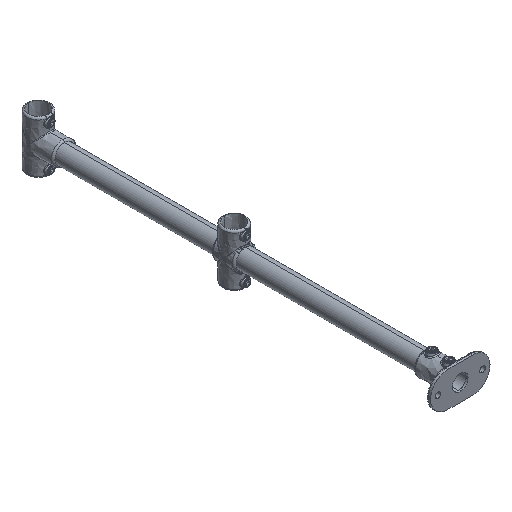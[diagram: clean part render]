
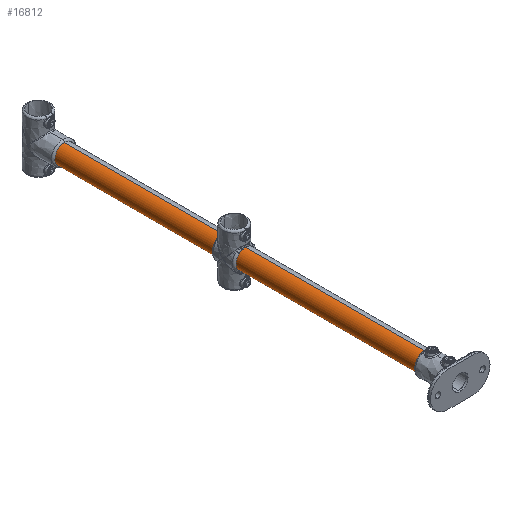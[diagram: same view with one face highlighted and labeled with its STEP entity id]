
A CAD part, isometric view. The second image highlights one B-rep face of the part: STEP entity #16812.
In plain terms, the highlighted cylindrical face has radius 24.15 mm (diameter 48.3 mm), a partial arc.
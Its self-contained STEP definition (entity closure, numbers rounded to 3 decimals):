
#2728 = CYLINDRICAL_SURFACE ( 'NONE', #18181, 24.15 ) ;
#3393 = CIRCLE ( 'NONE', #22653, 24.15 ) ;
#3488 = VERTEX_POINT ( 'NONE', #9195 ) ;
#8270 = DIRECTION ( 'NONE',  ( 0., 0., 1. ) ) ;
#8988 = VERTEX_POINT ( 'NONE', #10189 ) ;
#9195 = CARTESIAN_POINT ( 'NONE',  ( 0., 5., -24.15 ) ) ;
#9247 = DIRECTION ( 'NONE',  ( 0., 0., 1. ) ) ;
#9833 = CIRCLE ( 'NONE', #26100, 24.15 ) ;
#10006 = CARTESIAN_POINT ( 'NONE',  ( 0., 1042., 0. ) ) ;
#10189 = CARTESIAN_POINT ( 'NONE',  ( 0., 1042., 24.15 ) ) ;
#10204 = ORIENTED_EDGE ( 'NONE', *, *, #22304, .F. ) ;
#10318 = EDGE_CURVE ( 'NONE', #16595, #3488, #12143, .T. ) ;
#10449 = DIRECTION ( 'NONE',  ( 0., 1., 0. ) ) ;
#10462 = ORIENTED_EDGE ( 'NONE', *, *, #12396, .T. ) ;
#11727 = ORIENTED_EDGE ( 'NONE', *, *, #13329, .F. ) ;
#12143 = LINE ( 'NONE', #26197, #12785 ) ;
#12396 = EDGE_CURVE ( 'NONE', #3488, #21432, #9833, .T. ) ;
#12785 = VECTOR ( 'NONE', #28501, 1000. ) ;
#13329 = EDGE_CURVE ( 'NONE', #16595, #8988, #3393, .T. ) ;
#14792 = FACE_OUTER_BOUND ( 'NONE', #26271, .T. ) ;
#16322 = LINE ( 'NONE', #25769, #21687 ) ;
#16333 = CARTESIAN_POINT ( 'NONE',  ( 0., 5., 0. ) ) ;
#16595 = VERTEX_POINT ( 'NONE', #20963 ) ;
#16812 = ADVANCED_FACE ( 'NONE', ( #14792 ), #2728, .T. ) ;
#17987 = CARTESIAN_POINT ( 'NONE',  ( 0., 1042., 0. ) ) ;
#18181 = AXIS2_PLACEMENT_3D ( 'NONE', #10006, #28832, #21431 ) ;
#20807 = CARTESIAN_POINT ( 'NONE',  ( 0., 5., 24.15 ) ) ;
#20963 = CARTESIAN_POINT ( 'NONE',  ( 0., 1042., -24.15 ) ) ;
#21431 = DIRECTION ( 'NONE',  ( 0., 0., -1. ) ) ;
#21432 = VERTEX_POINT ( 'NONE', #20807 ) ;
#21687 = VECTOR ( 'NONE', #28078, 1000. ) ;
#22304 = EDGE_CURVE ( 'NONE', #8988, #21432, #16322, .T. ) ;
#22653 = AXIS2_PLACEMENT_3D ( 'NONE', #17987, #10449, #8270 ) ;
#23614 = DIRECTION ( 'NONE',  ( 0., 1., 0. ) ) ;
#25499 = ORIENTED_EDGE ( 'NONE', *, *, #10318, .T. ) ;
#25769 = CARTESIAN_POINT ( 'NONE',  ( 0., 1042., 24.15 ) ) ;
#26100 = AXIS2_PLACEMENT_3D ( 'NONE', #16333, #23614, #9247 ) ;
#26197 = CARTESIAN_POINT ( 'NONE',  ( 0., 1042., -24.15 ) ) ;
#26271 = EDGE_LOOP ( 'NONE', ( #10204, #11727, #25499, #10462 ) ) ;
#28078 = DIRECTION ( 'NONE',  ( 0., -1., 0. ) ) ;
#28501 = DIRECTION ( 'NONE',  ( 0., -1., 0. ) ) ;
#28832 = DIRECTION ( 'NONE',  ( 0., -1., 0. ) ) ;
